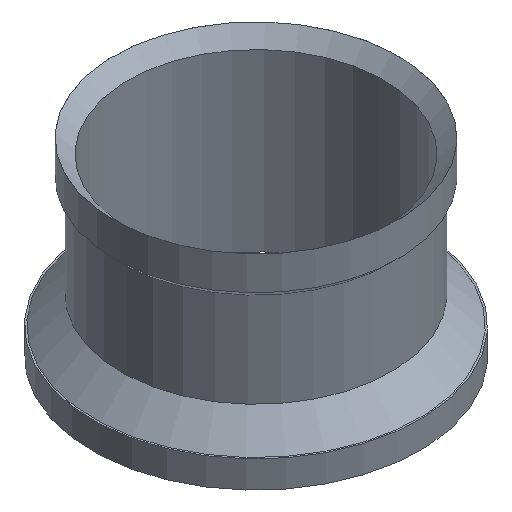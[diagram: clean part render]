
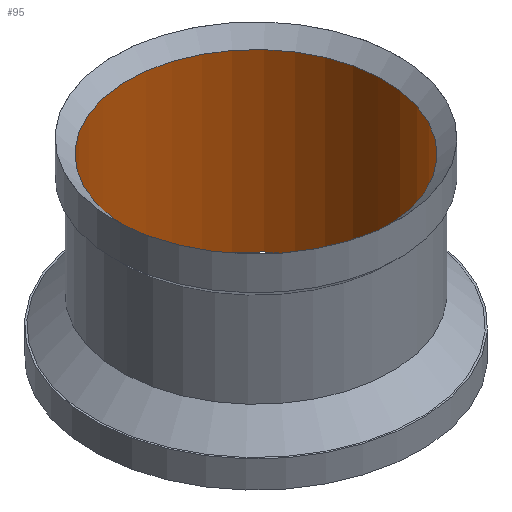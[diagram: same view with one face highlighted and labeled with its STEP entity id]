
A CAD part, isometric view. The second image highlights one B-rep face of the part: STEP entity #95.
In plain terms, the highlighted cylindrical face has radius 23.7 mm (diameter 47.4 mm), a full revolution.
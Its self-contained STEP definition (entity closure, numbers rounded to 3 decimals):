
#50 = VERTEX_POINT('',#51);
#51 = CARTESIAN_POINT('',(64.841,52.511,32.41));
#59 = EDGE_CURVE('',#50,#50,#60,.T.);
#60 = CIRCLE('',#61,23.7);
#61 = AXIS2_PLACEMENT_3D('',#62,#63,#64);
#62 = CARTESIAN_POINT('',(73.91,30.615,32.41));
#63 = DIRECTION('',(0.,0.,1.));
#64 = DIRECTION('',(-0.383,0.924,0.));
#95 = ADVANCED_FACE('',(#96),#114,.F.);
#96 = FACE_BOUND('',#97,.T.);
#97 = EDGE_LOOP('',(#98,#105,#112,#113));
#98 = ORIENTED_EDGE('',*,*,#99,.T.);
#99 = EDGE_CURVE('',#50,#100,#102,.T.);
#100 = VERTEX_POINT('',#101);
#101 = CARTESIAN_POINT('',(64.841,52.511,0.));
#102 = B_SPLINE_CURVE_WITH_KNOTS('',1,(#103,#104),.UNSPECIFIED.,.F.,.F.,
  (2,2),(-35.,0.),.PIECEWISE_BEZIER_KNOTS.);
#103 = CARTESIAN_POINT('',(64.841,52.511,35.));
#104 = CARTESIAN_POINT('',(64.841,52.511,0.));
#105 = ORIENTED_EDGE('',*,*,#106,.F.);
#106 = EDGE_CURVE('',#100,#100,#107,.T.);
#107 = CIRCLE('',#108,23.7);
#108 = AXIS2_PLACEMENT_3D('',#109,#110,#111);
#109 = CARTESIAN_POINT('',(73.91,30.615,0.));
#110 = DIRECTION('',(0.,0.,1.));
#111 = DIRECTION('',(-0.383,0.924,0.));
#112 = ORIENTED_EDGE('',*,*,#99,.F.);
#113 = ORIENTED_EDGE('',*,*,#59,.T.);
#114 = CYLINDRICAL_SURFACE('',#115,23.7);
#115 = AXIS2_PLACEMENT_3D('',#116,#117,#118);
#116 = CARTESIAN_POINT('',(73.91,30.615,0.));
#117 = DIRECTION('',(-0.,-0.,-1.));
#118 = DIRECTION('',(-0.383,0.924,0.));
